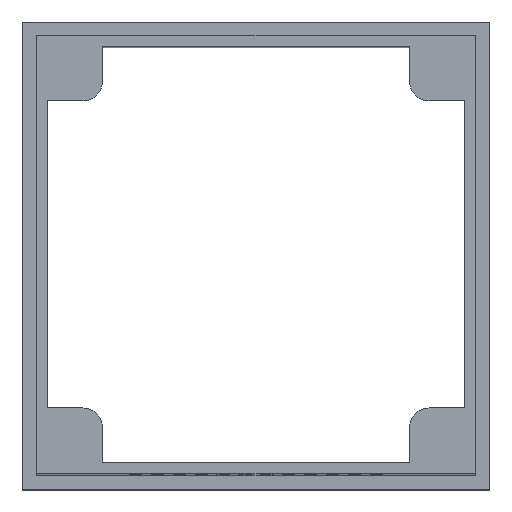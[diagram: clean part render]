
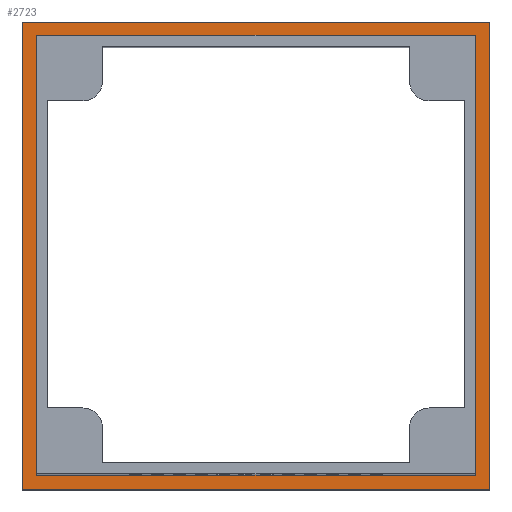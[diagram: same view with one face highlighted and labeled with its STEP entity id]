
A CAD part, top view. The second image highlights one B-rep face of the part: STEP entity #2723.
In plain terms, the highlighted planar face has unit normal (0, 0, 1).
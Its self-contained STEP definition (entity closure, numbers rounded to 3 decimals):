
#235 = LINE ( 'NONE', #7122, #6957 ) ;
#257 = DIRECTION ( 'NONE',  ( 0., -1., 0. ) ) ;
#371 = VERTEX_POINT ( 'NONE', #7014 ) ;
#398 = EDGE_LOOP ( 'NONE', ( #7140, #11460, #16370, #16892 ) ) ;
#464 = ORIENTED_EDGE ( 'NONE', *, *, #10451, .F. ) ;
#729 = DIRECTION ( 'NONE',  ( 0., 0., -1. ) ) ;
#1232 = CARTESIAN_POINT ( 'NONE',  ( -24., -24., 4. ) ) ;
#1438 = EDGE_CURVE ( 'NONE', #10158, #18669, #13311, .T. ) ;
#1444 = DIRECTION ( 'NONE',  ( -1., 0., 0. ) ) ;
#2051 = VECTOR ( 'NONE', #257, 1000. ) ;
#2208 = VERTEX_POINT ( 'NONE', #4089 ) ;
#2712 = EDGE_CURVE ( 'NONE', #371, #12072, #9731, .T. ) ;
#2723 = ADVANCED_FACE ( 'NONE', ( #8177, #5862 ), #18441, .F. ) ;
#3465 = EDGE_CURVE ( 'NONE', #12072, #10158, #16453, .T. ) ;
#3942 = CARTESIAN_POINT ( 'NONE',  ( -22.5, 22.5, 4. ) ) ;
#4089 = CARTESIAN_POINT ( 'NONE',  ( 24., -24., 4. ) ) ;
#5046 = DIRECTION ( 'NONE',  ( -1., 0., 0. ) ) ;
#5116 = EDGE_CURVE ( 'NONE', #2208, #15900, #18177, .T. ) ;
#5408 = EDGE_CURVE ( 'NONE', #6608, #12116, #9410, .T. ) ;
#5593 = VECTOR ( 'NONE', #17986, 1000. ) ;
#5755 = LINE ( 'NONE', #16045, #12331 ) ;
#5862 = FACE_BOUND ( 'NONE', #14630, .T. ) ;
#6071 = DIRECTION ( 'NONE',  ( 0., 1., 0. ) ) ;
#6076 = ORIENTED_EDGE ( 'NONE', *, *, #1438, .F. ) ;
#6450 = VECTOR ( 'NONE', #9623, 1000. ) ;
#6555 = CARTESIAN_POINT ( 'NONE',  ( -24., -24., 4. ) ) ;
#6608 = VERTEX_POINT ( 'NONE', #14017 ) ;
#6805 = DIRECTION ( 'NONE',  ( 1., 0., 0. ) ) ;
#6957 = VECTOR ( 'NONE', #17091, 1000. ) ;
#7014 = CARTESIAN_POINT ( 'NONE',  ( 22.5, 22.5, 4. ) ) ;
#7122 = CARTESIAN_POINT ( 'NONE',  ( 22.5, 22.5, 4. ) ) ;
#7140 = ORIENTED_EDGE ( 'NONE', *, *, #9816, .T. ) ;
#7692 = CARTESIAN_POINT ( 'NONE',  ( -22.5, -22.5, 4. ) ) ;
#7799 = CARTESIAN_POINT ( 'NONE',  ( -22.5, -22.5, 4. ) ) ;
#8177 = FACE_OUTER_BOUND ( 'NONE', #398, .T. ) ;
#8266 = AXIS2_PLACEMENT_3D ( 'NONE', #18019, #729, #5046 ) ;
#8392 = CARTESIAN_POINT ( 'NONE',  ( -22.5, 22.5, 4. ) ) ;
#9349 = DIRECTION ( 'NONE',  ( -1., 0., 0. ) ) ;
#9410 = LINE ( 'NONE', #11029, #6450 ) ;
#9623 = DIRECTION ( 'NONE',  ( 0., -1., 0. ) ) ;
#9731 = LINE ( 'NONE', #8392, #12917 ) ;
#9816 = EDGE_CURVE ( 'NONE', #12116, #2208, #12415, .T. ) ;
#10158 = VERTEX_POINT ( 'NONE', #7692 ) ;
#10343 = CARTESIAN_POINT ( 'NONE',  ( 24., 24., 4. ) ) ;
#10451 = EDGE_CURVE ( 'NONE', #18669, #371, #235, .T. ) ;
#10582 = VECTOR ( 'NONE', #6071, 1000. ) ;
#11029 = CARTESIAN_POINT ( 'NONE',  ( -24., 24., 4. ) ) ;
#11061 = CARTESIAN_POINT ( 'NONE',  ( 24., 24., 4. ) ) ;
#11069 = CARTESIAN_POINT ( 'NONE',  ( 22.5, -22.5, 4. ) ) ;
#11460 = ORIENTED_EDGE ( 'NONE', *, *, #5116, .T. ) ;
#11615 = EDGE_CURVE ( 'NONE', #15900, #6608, #5755, .T. ) ;
#12072 = VERTEX_POINT ( 'NONE', #3942 ) ;
#12116 = VERTEX_POINT ( 'NONE', #1232 ) ;
#12331 = VECTOR ( 'NONE', #1444, 1000. ) ;
#12415 = LINE ( 'NONE', #6555, #14217 ) ;
#12917 = VECTOR ( 'NONE', #9349, 1000. ) ;
#13311 = LINE ( 'NONE', #7799, #5593 ) ;
#14017 = CARTESIAN_POINT ( 'NONE',  ( -24., 24., 4. ) ) ;
#14217 = VECTOR ( 'NONE', #6805, 1000. ) ;
#14630 = EDGE_LOOP ( 'NONE', ( #17178, #464, #6076, #17863 ) ) ;
#15900 = VERTEX_POINT ( 'NONE', #11061 ) ;
#16045 = CARTESIAN_POINT ( 'NONE',  ( -24., 24., 4. ) ) ;
#16370 = ORIENTED_EDGE ( 'NONE', *, *, #11615, .T. ) ;
#16453 = LINE ( 'NONE', #17546, #2051 ) ;
#16892 = ORIENTED_EDGE ( 'NONE', *, *, #5408, .T. ) ;
#17091 = DIRECTION ( 'NONE',  ( 0., 1., 0. ) ) ;
#17178 = ORIENTED_EDGE ( 'NONE', *, *, #2712, .F. ) ;
#17546 = CARTESIAN_POINT ( 'NONE',  ( -22.5, 22.5, 4. ) ) ;
#17863 = ORIENTED_EDGE ( 'NONE', *, *, #3465, .F. ) ;
#17986 = DIRECTION ( 'NONE',  ( 1., 0., 0. ) ) ;
#18019 = CARTESIAN_POINT ( 'NONE',  ( 24., -24., 4. ) ) ;
#18177 = LINE ( 'NONE', #10343, #10582 ) ;
#18441 = PLANE ( 'NONE',  #8266 ) ;
#18669 = VERTEX_POINT ( 'NONE', #11069 ) ;
